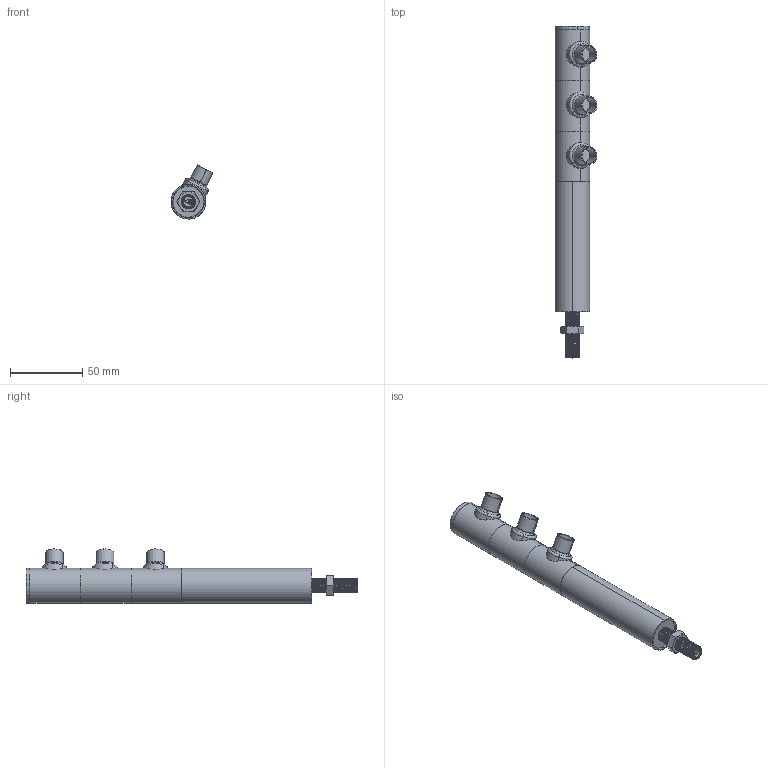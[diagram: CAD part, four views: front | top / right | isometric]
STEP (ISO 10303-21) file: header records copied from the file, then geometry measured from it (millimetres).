
FILE_DESCRIPTION (( 'STEP AP203' ), '1' );
FILE_NAME ('ÉäµÆ5.STEP', '2023-03-21T06:24:21', ( '' ), ( '' ), 'SwSTEP 2.0', 'SolidWorks 2018', '' );
FILE_SCHEMA (( 'CONFIG_CONTROL_DESIGN' ));
Length unit declared in the file: millimetre
Products named in the file (16): 腑郪璃; 奻裔; 扞腑5; 蕾奪2; 腑欶掛极菁釱; 腑啣1; 蟀諉釱; 芵噩; 橡胶圈14; 蕾奪1; 鞠褒蹟譫M10; 蛌雄嘐隅裔; 菁釱嘐隅蹟裝; 腑欶掛极; 蛌雄嘐隅釱; 笢陑蟀諉裝
Assembly tree (17 placements, depth 3):
  扞腑5
    蕾奪1
    腑郪璃  x3
      腑欶掛极菁釱
      腑啣1
      腑欶掛极
      芵噩
      橡胶圈14
      蛌雄嘐隅釱
      蛌雄嘐隅裔
      蕾奪2
    笢陑蟀諉裝
    奻裔
    蟀諉釱
    菁釱嘐隅蹟裝
    鞠褒蹟譫M10
Bounding box: 28.98 x 229.7 x 37.44 mm (x, y, z)
Volume: 45026.7 mm3; surface area: 57308.5 mm2
Topology: 33 solids, 36 shells, 703 faces, 1799 edges, 1166 vertices
Faces by surface type: cylinder 369, plane 161, torus 68, cone 63, bspline 24, sphere 18
Entity records: 22871 total; most frequent: CARTESIAN_POINT 12515, ORIENTED_EDGE 1994, DIRECTION 1660, EDGE_CURVE 997, AXIS2_PLACEMENT_3D 665, VERTEX_POINT 648, EDGE_LOOP 425, ADVANCED_FACE 383
